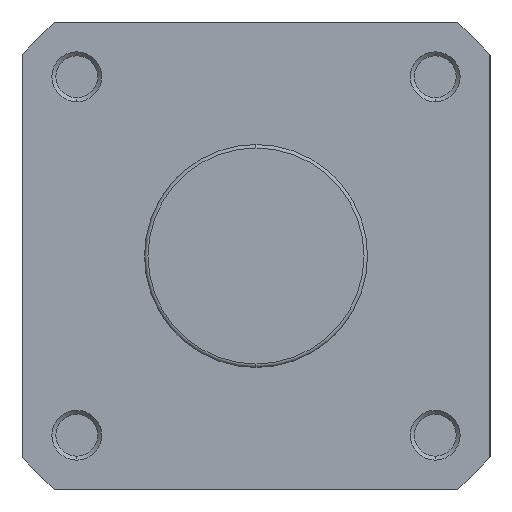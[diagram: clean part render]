
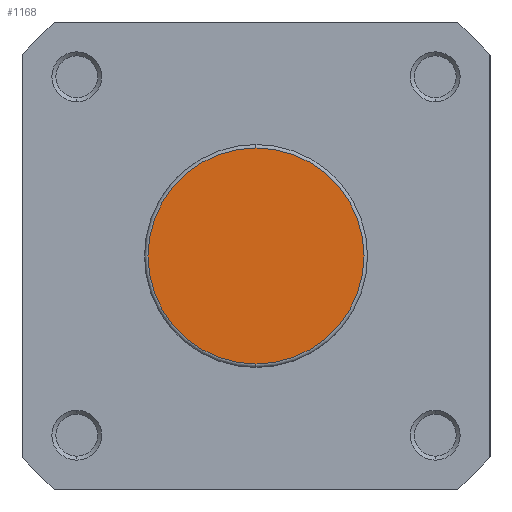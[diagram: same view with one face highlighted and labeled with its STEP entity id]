
A CAD part, left-side view. The second image highlights one B-rep face of the part: STEP entity #1168.
In plain terms, the highlighted planar face has unit normal (-1, 0, 0).
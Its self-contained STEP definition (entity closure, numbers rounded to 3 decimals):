
#440 = ORIENTED_EDGE ( 'NONE', *, *, #1303, .T. ) ;
#441 = ORIENTED_EDGE ( 'NONE', *, *, #4073, .T. ) ;
#939 = EDGE_LOOP ( 'NONE', ( #440, #441 ) ) ;
#1168 = ADVANCED_FACE ( 'NONE', ( #2991 ), #5189, .F. ) ;
#1303 = EDGE_CURVE ( 'NONE', #4695, #4694, #3244, .T. ) ;
#1495 = CARTESIAN_POINT ( 'NONE',  ( 0., 0., 0. ) ) ;
#1496 = DIRECTION ( 'NONE',  ( -1., 0., 0. ) ) ;
#1497 = DIRECTION ( 'NONE',  ( 0., 0., -1. ) ) ;
#2241 = CARTESIAN_POINT ( 'NONE',  ( 0., 0., 0. ) ) ;
#2247 = DIRECTION ( 'NONE',  ( -1., 0., 0. ) ) ;
#2248 = DIRECTION ( 'NONE',  ( 0., 0., -1. ) ) ;
#2539 = CARTESIAN_POINT ( 'NONE',  ( 0., 0., 21.7 ) ) ;
#2540 = CARTESIAN_POINT ( 'NONE',  ( 0., 0., -21.7 ) ) ;
#2991 = FACE_OUTER_BOUND ( 'NONE', #939, .T. ) ;
#3244 = CIRCLE ( 'NONE', #4395, 21.7 ) ;
#3650 = CIRCLE ( 'NONE', #4533, 21.7 ) ;
#4073 = EDGE_CURVE ( 'NONE', #4694, #4695, #3650, .T. ) ;
#4252 = AXIS2_PLACEMENT_3D ( 'NONE', #5188, #5190, #5191 ) ;
#4395 = AXIS2_PLACEMENT_3D ( 'NONE', #1495, #1496, #1497 ) ;
#4533 = AXIS2_PLACEMENT_3D ( 'NONE', #2241, #2247, #2248 ) ;
#4694 = VERTEX_POINT ( 'NONE', #2539 ) ;
#4695 = VERTEX_POINT ( 'NONE', #2540 ) ;
#5188 = CARTESIAN_POINT ( 'NONE',  ( 0., 22.4, 0. ) ) ;
#5189 = PLANE ( 'NONE',  #4252 ) ;
#5190 = DIRECTION ( 'NONE',  ( 1., 0., 0. ) ) ;
#5191 = DIRECTION ( 'NONE',  ( 0., 0., -1. ) ) ;
